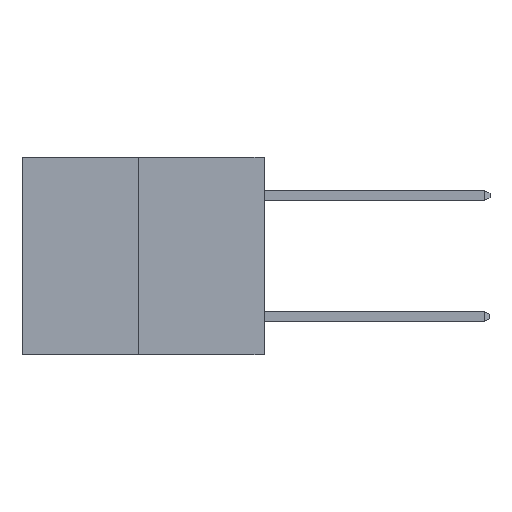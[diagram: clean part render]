
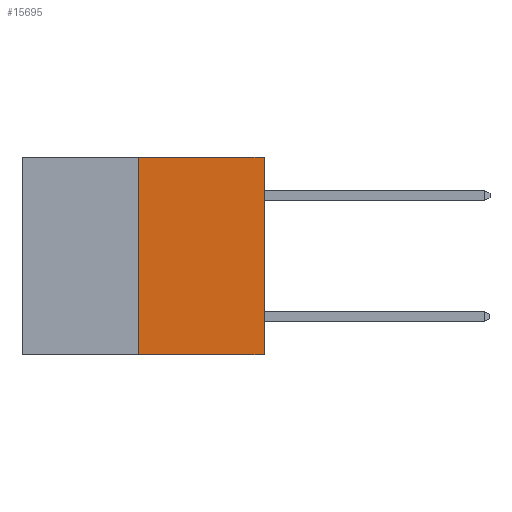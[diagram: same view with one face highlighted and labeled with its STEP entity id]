
A CAD part, left-side view. The second image highlights one B-rep face of the part: STEP entity #15695.
In plain terms, the highlighted planar face has unit normal (-1, 0, 0).
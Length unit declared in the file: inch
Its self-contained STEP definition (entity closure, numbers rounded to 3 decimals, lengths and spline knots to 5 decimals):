
#374 = VECTOR ( 'NONE', #6716, 39.37008 ) ;
#431 = EDGE_CURVE ( 'NONE', #9110, #6880, #2096, .T. ) ;
#779 = DIRECTION ( 'NONE',  ( 0., 0., -1. ) ) ;
#800 = EDGE_CURVE ( 'NONE', #9110, #8737, #5214, .T. ) ;
#1031 = LINE ( 'NONE', #11411, #14923 ) ;
#1205 = FACE_OUTER_BOUND ( 'NONE', #16293, .T. ) ;
#1626 = CARTESIAN_POINT ( 'NONE',  ( 0., 0., -0.49 ) ) ;
#2096 = LINE ( 'NONE', #2684, #12401 ) ;
#2684 = CARTESIAN_POINT ( 'NONE',  ( 0., 0.312, -0.49 ) ) ;
#3356 = CARTESIAN_POINT ( 'NONE',  ( 0., 0.6, 0. ) ) ;
#3652 = ORIENTED_EDGE ( 'NONE', *, *, #9315, .F. ) ;
#4913 = ORIENTED_EDGE ( 'NONE', *, *, #800, .T. ) ;
#5214 = LINE ( 'NONE', #13371, #374 ) ;
#5279 = VERTEX_POINT ( 'NONE', #11190 ) ;
#5700 = ORIENTED_EDGE ( 'NONE', *, *, #431, .F. ) ;
#6081 = DIRECTION ( 'NONE',  ( 1., 0., 0. ) ) ;
#6502 = CARTESIAN_POINT ( 'NONE',  ( 0., 0.312, -0.49 ) ) ;
#6716 = DIRECTION ( 'NONE',  ( 0., -1., 0. ) ) ;
#6880 = VERTEX_POINT ( 'NONE', #12582 ) ;
#7516 = PLANE ( 'NONE',  #16010 ) ;
#8365 = VECTOR ( 'NONE', #10993, 39.37008 ) ;
#8737 = VERTEX_POINT ( 'NONE', #1626 ) ;
#9110 = VERTEX_POINT ( 'NONE', #6502 ) ;
#9315 = EDGE_CURVE ( 'NONE', #6880, #5279, #1031, .T. ) ;
#10282 = EDGE_CURVE ( 'NONE', #8737, #5279, #11097, .T. ) ;
#10562 = CARTESIAN_POINT ( 'NONE',  ( 0., 0., 0. ) ) ;
#10993 = DIRECTION ( 'NONE',  ( 0., 0., 1. ) ) ;
#11097 = LINE ( 'NONE', #10562, #8365 ) ;
#11190 = CARTESIAN_POINT ( 'NONE',  ( 0., 0., 0. ) ) ;
#11411 = CARTESIAN_POINT ( 'NONE',  ( 0., 0.6, 0. ) ) ;
#11470 = DIRECTION ( 'NONE',  ( 0., -1., 0. ) ) ;
#12107 = DIRECTION ( 'NONE',  ( 0., 0., 1. ) ) ;
#12401 = VECTOR ( 'NONE', #12107, 39.37008 ) ;
#12582 = CARTESIAN_POINT ( 'NONE',  ( 0., 0.312, 0. ) ) ;
#13371 = CARTESIAN_POINT ( 'NONE',  ( 0., 0.6, -0.49 ) ) ;
#14923 = VECTOR ( 'NONE', #11470, 39.37008 ) ;
#15695 = ADVANCED_FACE ( 'NONE', ( #1205 ), #7516, .F. ) ;
#16010 = AXIS2_PLACEMENT_3D ( 'NONE', #3356, #6081, #779 ) ;
#16042 = ORIENTED_EDGE ( 'NONE', *, *, #10282, .T. ) ;
#16293 = EDGE_LOOP ( 'NONE', ( #5700, #4913, #16042, #3652 ) ) ;
